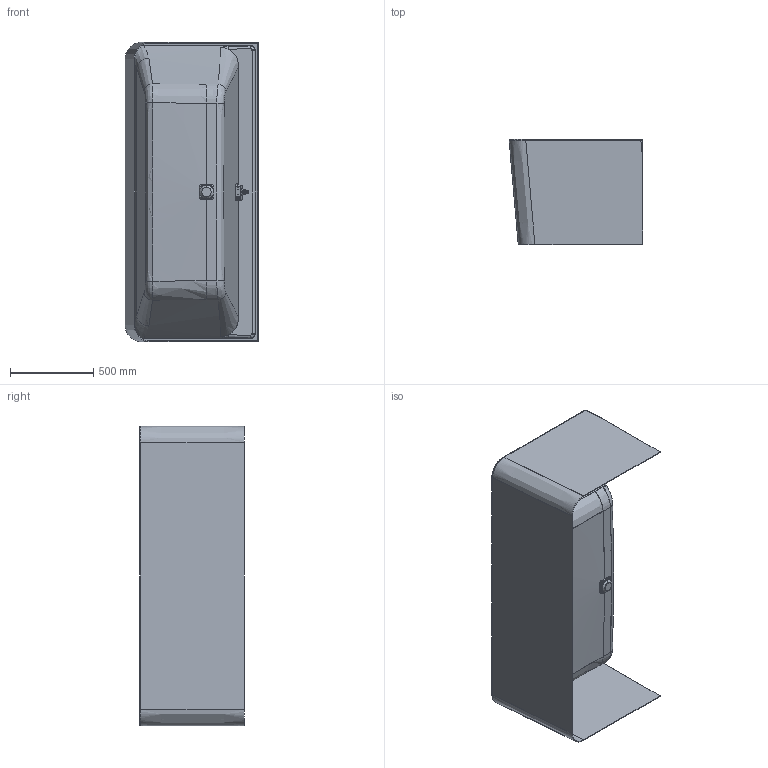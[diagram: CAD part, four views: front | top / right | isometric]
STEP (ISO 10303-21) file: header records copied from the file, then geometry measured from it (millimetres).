
FILE_DESCRIPTION((''),'2;1');
FILE_NAME('COLLARO-BTW_14112018_ASM','2018-11-14T16:11:13',('grootj'),('Villeroy & Boch Wellness bv'),'CREO PARAMETRIC BY PTC INC, 2018020','CREO PARAMETRIC BY PTC INC, 2018020','');
FILE_SCHEMA(('CONFIG_CONTROL_DESIGN'));
Length unit declared in the file: millimetre
Products named in the file (8): COLLARO-BTW_17MM_02102018; BACKHOUSING_R14_NO2K_RAPID_1; FLANGE_R6_1; COVER_R3_3_1; WATERINLET_R9_1_11_1; TIBET_ASM_ASM; COLLARO_WASTECOVER80_23072018; COLLARO-BTW_14112018_ASM
Assembly tree (7 placements, depth 3):
  COLLARO-BTW_14112018_ASM
    COLLARO-BTW_17MM_02102018
    TIBET_ASM_ASM
      BACKHOUSING_R14_NO2K_RAPID_1
      FLANGE_R6_1
      COVER_R3_3_1
      WATERINLET_R9_1_11_1
    COLLARO_WASTECOVER80_23072018
Bounding box: 803.69 x 630 x 1800 mm (x, y, z)
Volume: 19344748 mm3; surface area: 9751924.7 mm2
Topology: 6 solids, 6 shells, 1022 faces, 2584 edges, 1600 vertices
Faces by surface type: plane 354, cylinder 347, bspline 192, torus 81, cone 35, revolution 5, sphere 4, extrusion 4
Entity records: 43165 total; most frequent: CARTESIAN_POINT 19356, ORIENTED_EDGE 5154, DIRECTION 4727, EDGE_CURVE 2577, AXIS2_PLACEMENT_3D 1786, VERTEX_POINT 1600, VECTOR 1150, LINE 1146
